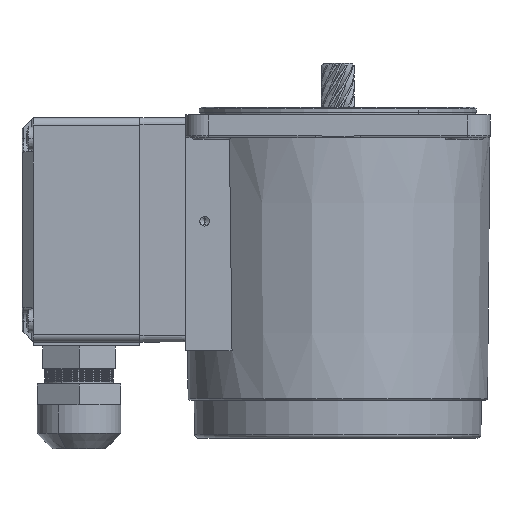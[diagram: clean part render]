
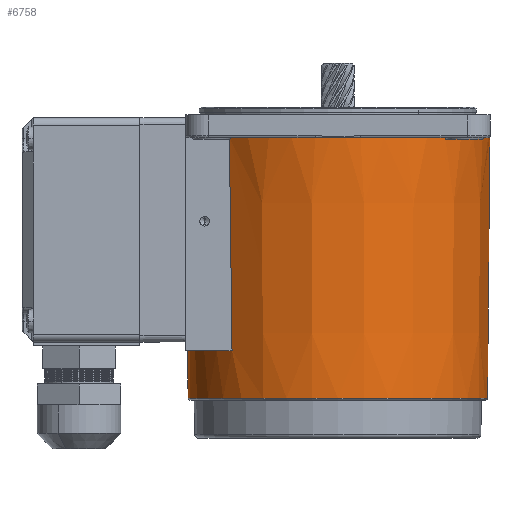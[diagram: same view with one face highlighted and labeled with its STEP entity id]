
A CAD part, left-side view. The second image highlights one B-rep face of the part: STEP entity #6758.
In plain terms, the highlighted conical face has half-angle 0.5 degrees and reference radius 39.35 mm.
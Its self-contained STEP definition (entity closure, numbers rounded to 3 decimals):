
#5529 = ORIENTED_EDGE ( 'NONE', *, *, #41205, .T. ) ;
#6172 = EDGE_CURVE ( 'NONE', #10815, #19079, #29680, .T. ) ;
#6713 = EDGE_CURVE ( 'NONE', #18984, #41182, #29717, .T. ) ;
#6758 = ADVANCED_FACE ( 'NONE', ( #29707 ), #29712, .T. ) ;
#6759 = ORIENTED_EDGE ( 'NONE', *, *, #10877, .T. ) ;
#7343 = CARTESIAN_POINT ( 'NONE',  ( 39.35, 0., -74.504 ) ) ;
#7374 = CARTESIAN_POINT ( 'NONE',  ( -39.35, 0., -74.504 ) ) ;
#7406 = LINE ( 'NONE', #7462, #7461 ) ;
#7431 = CARTESIAN_POINT ( 'NONE',  ( 39.948, 0., -6. ) ) ;
#7436 = LINE ( 'NONE', #7438, #7495 ) ;
#7438 = CARTESIAN_POINT ( 'NONE',  ( 39.35, 0., -74.504 ) ) ;
#7451 = CARTESIAN_POINT ( 'NONE',  ( -39.459, 0., -62. ) ) ;
#7460 = DIRECTION ( 'NONE',  ( -0.009, 0., 1. ) ) ;
#7461 = VECTOR ( 'NONE', #7460, 1000. ) ;
#7462 = CARTESIAN_POINT ( 'NONE',  ( -39.35, 0., -74.504 ) ) ;
#7494 = DIRECTION ( 'NONE',  ( 0.009, 0., 1. ) ) ;
#7495 = VECTOR ( 'NONE', #7494, 1000. ) ;
#9830 = ORIENTED_EDGE ( 'NONE', *, *, #19060, .F. ) ;
#10809 = EDGE_LOOP ( 'NONE', ( #41529, #6759, #5529, #10905, #10823, #10832, #9830, #10920, #41540 ) ) ;
#10815 = VERTEX_POINT ( 'NONE', #29697 ) ;
#10823 = ORIENTED_EDGE ( 'NONE', *, *, #18978, .F. ) ;
#10832 = ORIENTED_EDGE ( 'NONE', *, *, #10875, .F. ) ;
#10875 = EDGE_CURVE ( 'NONE', #19071, #18996, #29730, .T. ) ;
#10877 = EDGE_CURVE ( 'NONE', #41174, #41142, #29782, .T. ) ;
#10905 = ORIENTED_EDGE ( 'NONE', *, *, #6713, .F. ) ;
#10920 = ORIENTED_EDGE ( 'NONE', *, *, #6172, .F. ) ;
#10927 = EDGE_CURVE ( 'NONE', #41200, #10815, #29779, .T. ) ;
#18978 = EDGE_CURVE ( 'NONE', #18996, #18984, #30603, .T. ) ;
#18984 = VERTEX_POINT ( 'NONE', #30640 ) ;
#18996 = VERTEX_POINT ( 'NONE', #30671 ) ;
#19060 = EDGE_CURVE ( 'NONE', #19079, #19071, #30827, .T. ) ;
#19071 = VERTEX_POINT ( 'NONE', #30881 ) ;
#19079 = VERTEX_POINT ( 'NONE', #30884 ) ;
#29666 = AXIS2_PLACEMENT_3D ( 'NONE', #29726, #29752, #29751 ) ;
#29680 = B_SPLINE_CURVE_WITH_KNOTS ( 'NONE', 3,
 ( #29705, #29704, #29703, #29702, #29701, #29700, #29699 ),
 .UNSPECIFIED., .F., .F.,
 ( 4, 3, 4 ),
 ( 0.064, 0.078, 0.12 ),
 .UNSPECIFIED. ) ;
#29697 = CARTESIAN_POINT ( 'NONE',  ( -27.803, -28., -62. ) ) ;
#29699 = CARTESIAN_POINT ( 'NONE',  ( -28.492, -28., -6. ) ) ;
#29700 = CARTESIAN_POINT ( 'NONE',  ( -28.321, -28., -19.992 ) ) ;
#29701 = CARTESIAN_POINT ( 'NONE',  ( -28.149, -28., -33.984 ) ) ;
#29702 = CARTESIAN_POINT ( 'NONE',  ( -27.976, -28., -47.976 ) ) ;
#29703 = CARTESIAN_POINT ( 'NONE',  ( -27.919, -28., -52.651 ) ) ;
#29704 = CARTESIAN_POINT ( 'NONE',  ( -27.861, -28., -57.325 ) ) ;
#29705 = CARTESIAN_POINT ( 'NONE',  ( -27.803, -28., -62. ) ) ;
#29707 = FACE_OUTER_BOUND ( 'NONE', #10809, .T. ) ;
#29708 = DIRECTION ( 'NONE',  ( 1., 0., 0. ) ) ;
#29709 = DIRECTION ( 'NONE',  ( 0., 0., 1. ) ) ;
#29712 = CONICAL_SURFACE ( 'NONE', #29720, 39.35, 0.009 ) ;
#29717 = CIRCLE ( 'NONE', #29666, 39.948 ) ;
#29720 = AXIS2_PLACEMENT_3D ( 'NONE', #29721, #29709, #29708 ) ;
#29721 = CARTESIAN_POINT ( 'NONE',  ( 0., 0., -74.504 ) ) ;
#29726 = CARTESIAN_POINT ( 'NONE',  ( 0., 0., -6. ) ) ;
#29728 = CARTESIAN_POINT ( 'NONE',  ( 0., 0., -74.504 ) ) ;
#29730 = CIRCLE ( 'NONE', #29786, 39.948 ) ;
#29749 = DIRECTION ( 'NONE',  ( 0., 0., 1. ) ) ;
#29751 = DIRECTION ( 'NONE',  ( 1., 0., 0. ) ) ;
#29752 = DIRECTION ( 'NONE',  ( 0., 0., 1. ) ) ;
#29775 = DIRECTION ( 'NONE',  ( 0., 1., 0. ) ) ;
#29776 = DIRECTION ( 'NONE',  ( 0., 0., 1. ) ) ;
#29777 = CARTESIAN_POINT ( 'NONE',  ( 0., 0., -62. ) ) ;
#29778 = AXIS2_PLACEMENT_3D ( 'NONE', #29777, #29776, #29775 ) ;
#29779 = CIRCLE ( 'NONE', #29778, 39.459 ) ;
#29780 = DIRECTION ( 'NONE',  ( 1., 0., 0. ) ) ;
#29781 = AXIS2_PLACEMENT_3D ( 'NONE', #29728, #29749, #29780 ) ;
#29782 = CIRCLE ( 'NONE', #29781, 39.35 ) ;
#29783 = DIRECTION ( 'NONE',  ( 1., 0., 0. ) ) ;
#29784 = DIRECTION ( 'NONE',  ( 0., 0., 1. ) ) ;
#29785 = CARTESIAN_POINT ( 'NONE',  ( 0., 0., -6. ) ) ;
#29786 = AXIS2_PLACEMENT_3D ( 'NONE', #29785, #29784, #29783 ) ;
#30603 = CIRCLE ( 'NONE', #30660, 39.948 ) ;
#30640 = CARTESIAN_POINT ( 'NONE',  ( 39.5, -5.964, -6. ) ) ;
#30646 = DIRECTION ( 'NONE',  ( 1., 0., 0. ) ) ;
#30648 = DIRECTION ( 'NONE',  ( 0., 0., 1. ) ) ;
#30660 = AXIS2_PLACEMENT_3D ( 'NONE', #30662, #30648, #30646 ) ;
#30662 = CARTESIAN_POINT ( 'NONE',  ( 0., 0., -6. ) ) ;
#30671 = CARTESIAN_POINT ( 'NONE',  ( 5.964, -39.5, -6. ) ) ;
#30827 = CIRCLE ( 'NONE', #30834, 39.948 ) ;
#30834 = AXIS2_PLACEMENT_3D ( 'NONE', #30889, #30888, #30887 ) ;
#30881 = CARTESIAN_POINT ( 'NONE',  ( -5.964, -39.5, -6. ) ) ;
#30884 = CARTESIAN_POINT ( 'NONE',  ( -28.492, -28., -6. ) ) ;
#30887 = DIRECTION ( 'NONE',  ( 1., 0., 0. ) ) ;
#30888 = DIRECTION ( 'NONE',  ( 0., 0., 1. ) ) ;
#30889 = CARTESIAN_POINT ( 'NONE',  ( 0., 0., -6. ) ) ;
#41142 = VERTEX_POINT ( 'NONE', #7343 ) ;
#41174 = VERTEX_POINT ( 'NONE', #7374 ) ;
#41182 = VERTEX_POINT ( 'NONE', #7431 ) ;
#41192 = EDGE_CURVE ( 'NONE', #41174, #41200, #7406, .T. ) ;
#41200 = VERTEX_POINT ( 'NONE', #7451 ) ;
#41205 = EDGE_CURVE ( 'NONE', #41142, #41182, #7436, .T. ) ;
#41529 = ORIENTED_EDGE ( 'NONE', *, *, #41192, .F. ) ;
#41540 = ORIENTED_EDGE ( 'NONE', *, *, #10927, .F. ) ;
